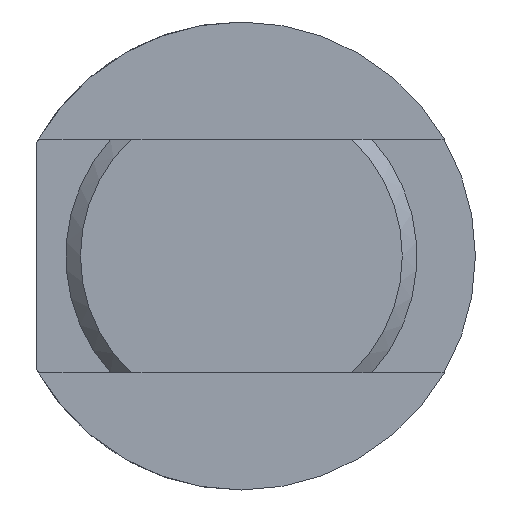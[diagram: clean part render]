
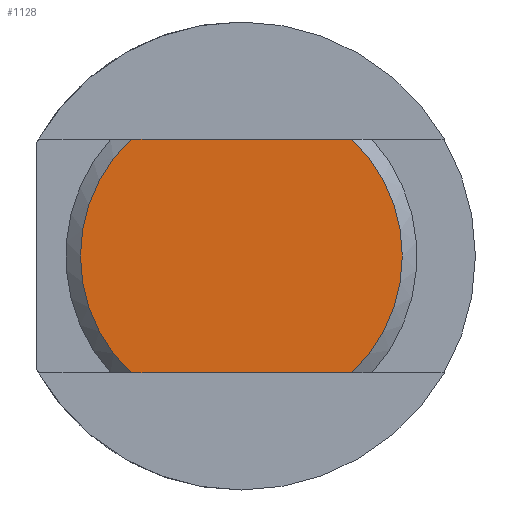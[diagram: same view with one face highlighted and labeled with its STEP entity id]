
A CAD part, left-side view. The second image highlights one B-rep face of the part: STEP entity #1128.
In plain terms, the highlighted planar face has unit normal (-1, 0, 0).
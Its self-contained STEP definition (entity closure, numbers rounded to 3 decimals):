
#320 = ORIENTED_EDGE ( 'NONE', *, *, #2978, .T. ) ;
#321 = ORIENTED_EDGE ( 'NONE', *, *, #2973, .F. ) ;
#322 = ORIENTED_EDGE ( 'NONE', *, *, #2976, .T. ) ;
#323 = ORIENTED_EDGE ( 'NONE', *, *, #2977, .F. ) ;
#636 = EDGE_LOOP ( 'NONE', ( #323, #322, #321, #320 ) ) ;
#768 = FACE_OUTER_BOUND ( 'NONE', #636, .T. ) ;
#1128 = ADVANCED_FACE ( 'NONE', ( #768 ), #1326, .F. ) ;
#1217 = VERTEX_POINT ( 'NONE', #1660 ) ;
#1221 = VERTEX_POINT ( 'NONE', #1663 ) ;
#1240 = VERTEX_POINT ( 'NONE', #1682 ) ;
#1242 = VERTEX_POINT ( 'NONE', #1684 ) ;
#1325 = CARTESIAN_POINT ( 'NONE',  ( 0., 0., 0. ) ) ;
#1326 = PLANE ( 'NONE',  #3033 ) ;
#1328 = DIRECTION ( 'NONE',  ( 1., 0., 0. ) ) ;
#1329 = DIRECTION ( 'NONE',  ( 0., 0., -1. ) ) ;
#1660 = CARTESIAN_POINT ( 'NONE',  ( 0., 3.775, 4. ) ) ;
#1663 = CARTESIAN_POINT ( 'NONE',  ( 0., -3.775, -4. ) ) ;
#1682 = CARTESIAN_POINT ( 'NONE',  ( 0., 3.775, -4. ) ) ;
#1684 = CARTESIAN_POINT ( 'NONE',  ( 0., -3.775, 4. ) ) ;
#2371 = CARTESIAN_POINT ( 'NONE',  ( 0., 6.928, 4. ) ) ;
#2377 = DIRECTION ( 'NONE',  ( 0., -1., 0. ) ) ;
#2378 = CARTESIAN_POINT ( 'NONE',  ( 0., 6.928, -4. ) ) ;
#2385 = CARTESIAN_POINT ( 'NONE',  ( 0., 0., 0. ) ) ;
#2386 = DIRECTION ( 'NONE',  ( -1., 0., 0. ) ) ;
#2387 = DIRECTION ( 'NONE',  ( 0., 0., -1. ) ) ;
#2388 = CARTESIAN_POINT ( 'NONE',  ( 0., 0., 0. ) ) ;
#2389 = DIRECTION ( 'NONE',  ( 0., 1., 0. ) ) ;
#2391 = DIRECTION ( 'NONE',  ( -1., 0., 0. ) ) ;
#2392 = DIRECTION ( 'NONE',  ( 0., 0., -1. ) ) ;
#2556 = VECTOR ( 'NONE', #2377, 1000. ) ;
#2563 = LINE ( 'NONE', #2371, #2556 ) ;
#2565 = VECTOR ( 'NONE', #2389, 1000. ) ;
#2569 = LINE ( 'NONE', #2378, #2565 ) ;
#2570 = CIRCLE ( 'NONE', #3242, 5.5 ) ;
#2573 = CIRCLE ( 'NONE', #3244, 5.5 ) ;
#2973 = EDGE_CURVE ( 'NONE', #1217, #1242, #2563, .T. ) ;
#2976 = EDGE_CURVE ( 'NONE', #1221, #1242, #2570, .T. ) ;
#2977 = EDGE_CURVE ( 'NONE', #1221, #1240, #2569, .T. ) ;
#2978 = EDGE_CURVE ( 'NONE', #1217, #1240, #2573, .T. ) ;
#3033 = AXIS2_PLACEMENT_3D ( 'NONE', #1325, #1328, #1329 ) ;
#3242 = AXIS2_PLACEMENT_3D ( 'NONE', #2385, #2386, #2387 ) ;
#3244 = AXIS2_PLACEMENT_3D ( 'NONE', #2388, #2391, #2392 ) ;
